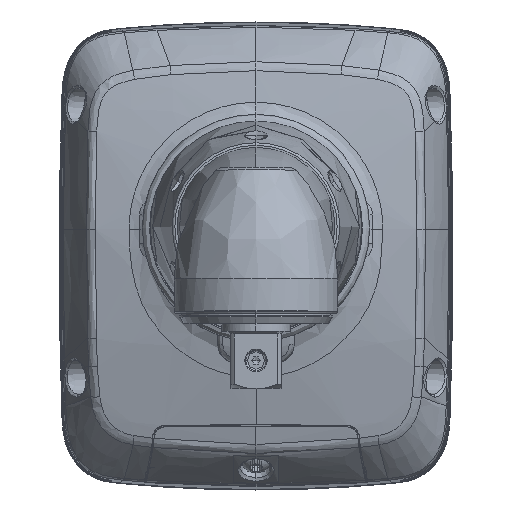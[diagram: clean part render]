
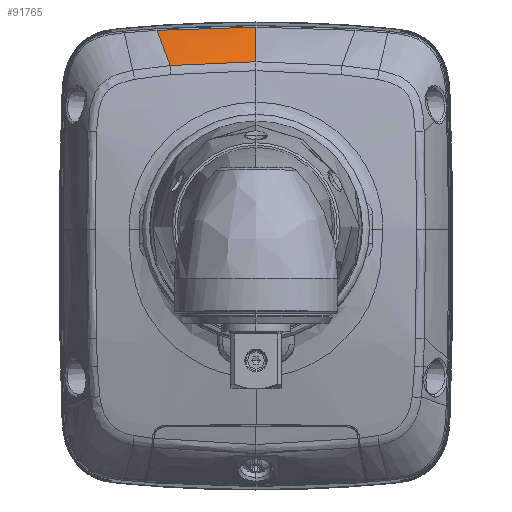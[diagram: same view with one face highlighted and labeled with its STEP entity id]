
A CAD part, top view. The second image highlights one B-rep face of the part: STEP entity #91765.
In plain terms, the highlighted free-form (B-spline) face has degree [3, 3] with [7, 7] control points.
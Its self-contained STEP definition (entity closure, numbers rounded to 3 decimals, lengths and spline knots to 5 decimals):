
#21784=CARTESIAN_POINT('',(0.,1.50452,
-7.25841));
#21785=CARTESIAN_POINT('',(-0.06153,1.50452,
-7.25841));
#21786=CARTESIAN_POINT('',(-0.18421,1.5037,
-7.25862));
#21787=CARTESIAN_POINT('',(-0.36879,1.49929,
-7.25845));
#21788=CARTESIAN_POINT('',(-0.55265,1.4919,
-7.25822));
#21789=CARTESIAN_POINT('',(-0.67593,1.48523,
-7.25854));
#21790=CARTESIAN_POINT('',(-0.73674,1.48131,
-7.25855));
#21792=CARTESIAN_POINT('',(0.,1.24665,
-6.90261));
#21793=CARTESIAN_POINT('',(0.,1.26475,
-6.92529));
#21794=CARTESIAN_POINT('',(0.,1.30863,
-6.98129));
#21795=CARTESIAN_POINT('',(0.,1.37541,
-7.07057));
#21796=CARTESIAN_POINT('',(0.,1.44298,
-7.16614));
#21797=CARTESIAN_POINT('',(0.,1.48539,
-7.22928));
#21798=CARTESIAN_POINT('',(0.,1.50452,
-7.25841));
#21800=CARTESIAN_POINT('',(-0.63895,1.21865,
-6.90606));
#21801=CARTESIAN_POINT('',(-0.57478,1.22458,-6.90518));
#21802=CARTESIAN_POINT('',(-0.44152,1.23496,
-6.90351));
#21803=CARTESIAN_POINT('',(-0.20174,1.24521,
-6.90269));
#21804=CARTESIAN_POINT('',(-0.07149,1.24658,
-6.90252));
#21805=CARTESIAN_POINT('',(0.,1.24665,
-6.90261));
#21807=CARTESIAN_POINT('',(-0.73674,1.48131,
-7.25855));
#21808=CARTESIAN_POINT('',(-0.72873,1.46202,
-7.22908));
#21809=CARTESIAN_POINT('',(-0.71237,1.42221,
-7.16865));
#21810=CARTESIAN_POINT('',(-0.68877,1.36137,
-7.08183));
#21811=CARTESIAN_POINT('',(-0.66472,1.29451,
-6.99554));
#21812=CARTESIAN_POINT('',(-0.64706,1.24283,
-6.93404));
#21813=CARTESIAN_POINT('',(-0.63895,1.21865,
-6.90606));
#21836=CARTESIAN_POINT('',(-0.63895,1.21865,
-6.90606));
#33623=VERTEX_POINT('',#21784);
#33624=VERTEX_POINT('',#21790);
#37099=VERTEX_POINT('',#21836);
#37257=VERTEX_POINT('',#21805);
#91707=CARTESIAN_POINT('',(-0.64391,1.21429,
-6.90177));
#91708=CARTESIAN_POINT('',(-0.65251,1.24005,
-6.93149));
#91709=CARTESIAN_POINT('',(-0.67057,1.29318,
-6.99457));
#91710=CARTESIAN_POINT('',(-0.69488,1.361,
-7.082));
#91711=CARTESIAN_POINT('',(-0.71879,1.42285,
-7.17018));
#91712=CARTESIAN_POINT('',(-0.73556,1.46372,
-7.23228));
#91713=CARTESIAN_POINT('',(-0.74408,1.48428,
-7.26368));
#91714=CARTESIAN_POINT('',(-0.57772,1.21986,
-6.90014));
#91715=CARTESIAN_POINT('',(-0.58645,1.24503,
-6.92939));
#91716=CARTESIAN_POINT('',(-0.60494,1.2973,
-6.99198));
#91717=CARTESIAN_POINT('',(-0.63019,1.36497,
-7.08013));
#91718=CARTESIAN_POINT('',(-0.65517,1.42713,
-7.16964));
#91719=CARTESIAN_POINT('',(-0.67255,1.46795,
-7.23226));
#91720=CARTESIAN_POINT('',(-0.68131,1.48833,
-7.26368));
#91721=CARTESIAN_POINT('',(-0.45777,1.22789,
-6.89754));
#91722=CARTESIAN_POINT('',(-0.46588,1.25188,
-6.92582));
#91723=CARTESIAN_POINT('',(-0.48324,1.30256,
-6.98743));
#91724=CARTESIAN_POINT('',(-0.50732,1.37041,
-7.07689));
#91725=CARTESIAN_POINT('',(-0.53127,1.43393,
-7.16884));
#91726=CARTESIAN_POINT('',(-0.5478,1.47515,
-7.23232));
#91727=CARTESIAN_POINT('',(-0.55606,1.49536,
-7.26371));
#91728=CARTESIAN_POINT('',(-0.30258,1.23448,
-6.89491));
#91729=CARTESIAN_POINT('',(-0.3081,1.25687,
-6.92195));
#91730=CARTESIAN_POINT('',(-0.31997,1.30548,
-6.98229));
#91731=CARTESIAN_POINT('',(-0.33644,1.37403,
-7.07336));
#91732=CARTESIAN_POINT('',(-0.35281,1.44019,
-7.16823));
#91733=CARTESIAN_POINT('',(-0.36411,1.48253,
-7.23258));
#91734=CARTESIAN_POINT('',(-0.36975,1.50276,
-7.2638));
#91735=CARTESIAN_POINT('',(-0.15579,1.23798,
-6.89326));
#91736=CARTESIAN_POINT('',(-0.15804,1.25914,
-6.91943));
#91737=CARTESIAN_POINT('',(-0.16283,1.30615,
-6.97888));
#91738=CARTESIAN_POINT('',(-0.16927,1.37527,
-7.0711));
#91739=CARTESIAN_POINT('',(-0.17558,1.44357,
-7.16795));
#91740=CARTESIAN_POINT('',(-0.18001,1.4869,
-7.23282));
#91741=CARTESIAN_POINT('',(-0.18226,1.5072,
-7.26388));
#91742=CARTESIAN_POINT('',(-0.05161,1.23888,
-6.89284));
#91743=CARTESIAN_POINT('',(-0.0521,1.25969,
-6.91879));
#91744=CARTESIAN_POINT('',(-0.05312,1.30621,
-6.97802));
#91745=CARTESIAN_POINT('',(-0.05439,1.37542,
-7.07054));
#91746=CARTESIAN_POINT('',(-0.05558,1.44426,
-7.16791));
#91747=CARTESIAN_POINT('',(-0.05646,1.48785,
-7.2329));
#91748=CARTESIAN_POINT('',(-0.05692,1.50816,
-7.26391));
#91749=CARTESIAN_POINT('',(0.00638,1.23884,
-6.89285));
#91750=CARTESIAN_POINT('',(0.00644,1.25966,
-6.91881));
#91751=CARTESIAN_POINT('',(0.00657,1.30621,
-6.97806));
#91752=CARTESIAN_POINT('',(0.00674,1.37541,
-7.07057));
#91753=CARTESIAN_POINT('',(0.00689,1.44423,
-7.16791));
#91754=CARTESIAN_POINT('',(0.007,1.48781,
-7.23289));
#91755=CARTESIAN_POINT('',(0.00706,1.50812,
-7.26391));
#91756=B_SPLINE_SURFACE_WITH_KNOTS('',3,3,((#91707,#91708,#91709,#91710,#91711,
#91712,#91713),(#91714,#91715,#91716,#91717,#91718,#91719,#91720),(#91721,
#91722,#91723,#91724,#91725,#91726,#91727),(#91728,#91729,#91730,#91731,#91732,
#91733,#91734),(#91735,#91736,#91737,#91738,#91739,#91740,#91741),(#91742,
#91743,#91744,#91745,#91746,#91747,#91748),(#91749,#91750,#91751,#91752,#91753,
#91754,#91755)),.UNSPECIFIED.,.F.,.F.,.F.,(4,1,1,1,4),(4,1,1,1,4),(
0.2411,0.43232,0.62357,0.81178,
1.00719),(0.05651,0.25,0.5,0.75,0.97215),
.UNSPECIFIED.);
#91757=ORIENTED_EDGE('',*,*,#88402,.F.);
#91759=ORIENTED_EDGE('',*,*,#91758,.F.);
#91761=ORIENTED_EDGE('',*,*,#91760,.F.);
#91762=ORIENTED_EDGE('',*,*,#91698,.F.);
#91763=EDGE_LOOP('',(#91757,#91759,#91761,#91762));
#91764=FACE_OUTER_BOUND('',#91763,.F.);
#91765=ADVANCED_FACE('',(#91764),#91756,.T.);
#21791=B_SPLINE_CURVE_WITH_KNOTS('',3,(#21784,#21785,#21786,#21787,#21788,
#21789,#21790),.UNSPECIFIED.,.F.,.F.,(4,1,1,1,4),(0.,0.25,
0.5,0.75402,1.),.UNSPECIFIED.);
#21799=B_SPLINE_CURVE_WITH_KNOTS('',3,(#21792,#21793,#21794,#21795,#21796,
#21797,#21798),.UNSPECIFIED.,.F.,.F.,(4,1,1,1,4),(0.,0.19269,
0.47735,0.76201,1.),.UNSPECIFIED.);
#21806=B_SPLINE_CURVE_WITH_KNOTS('',3,(#21800,#21801,#21802,#21803,#21804,
#21805),.UNSPECIFIED.,.F.,.F.,(4,1,1,4),(0.,0.33333,
0.66667,1.),.UNSPECIFIED.);
#21814=B_SPLINE_CURVE_WITH_KNOTS('',3,(#21807,#21808,#21809,#21810,#21811,
#21812,#21813),.UNSPECIFIED.,.F.,.F.,(4,1,1,1,4),(0.,0.23496,
0.51466,0.79436,1.),.UNSPECIFIED.);
#88402=EDGE_CURVE('',#33623,#33624,#21791,.T.);
#91698=EDGE_CURVE('',#33624,#37099,#21814,.T.);
#91758=EDGE_CURVE('',#37257,#33623,#21799,.T.);
#91760=EDGE_CURVE('',#37099,#37257,#21806,.T.);
